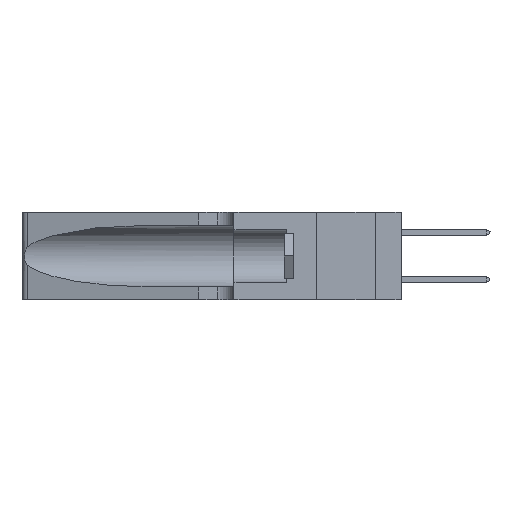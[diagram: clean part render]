
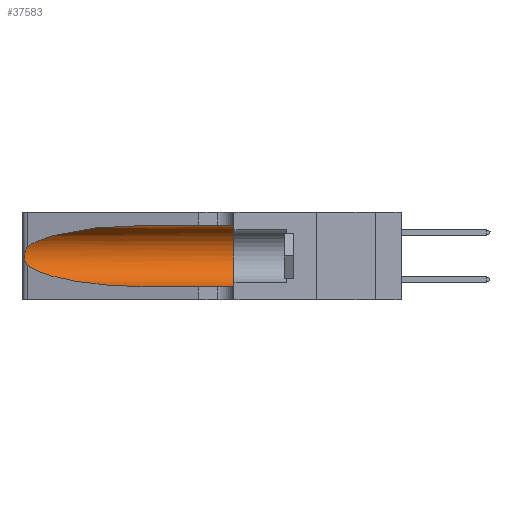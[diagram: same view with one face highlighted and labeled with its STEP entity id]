
A CAD part, left-side view. The second image highlights one B-rep face of the part: STEP entity #37583.
In plain terms, the highlighted cylindrical face has radius 3.308 mm (diameter 6.617 mm), a partial arc.
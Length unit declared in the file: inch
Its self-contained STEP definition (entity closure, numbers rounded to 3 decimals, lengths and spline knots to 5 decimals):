
#71 = VERTEX_POINT ( 'NONE', #13614 ) ;
#715 = VECTOR ( 'NONE', #16262, 39.37008 ) ;
#898 = CARTESIAN_POINT ( 'NONE',  ( 0.18966, 0.96281, 0.31525 ) ) ;
#1231 = AXIS2_PLACEMENT_3D ( 'NONE', #5882, #41977, #25846 ) ;
#1285 = CARTESIAN_POINT ( 'NONE',  ( 0.25639, 1.23186, 0.15144 ) ) ;
#1967 = CARTESIAN_POINT ( 'NONE',  ( 0.18966, 0.96281, 0.05475 ) ) ;
#2247 = ORIENTED_EDGE ( 'NONE', *, *, #28705, .T. ) ;
#2409 = DIRECTION ( 'NONE',  ( 0., 1., 0. ) ) ;
#3488 = FACE_OUTER_BOUND ( 'NONE', #3490, .T. ) ;
#3490 = EDGE_LOOP ( 'NONE', ( #2247, #9457, #39291, #7544, #24108, #34519 ) ) ;
#3553 = CARTESIAN_POINT ( 'NONE',  ( 0.25487, 1.22718, 0.14631 ) ) ;
#4356 = EDGE_CURVE ( 'NONE', #18134, #6450, #37781, .T. ) ;
#4623 = CARTESIAN_POINT ( 'NONE',  ( 0.25487, 1.22718, 0.14631 ) ) ;
#4762 =( BOUNDED_CURVE ( )  B_SPLINE_CURVE ( 3, ( #30491, #898, #14311, #37024 ),
 .UNSPECIFIED., .F., .T. ) 
 B_SPLINE_CURVE_WITH_KNOTS ( ( 4, 4 ),
 ( 1.5708, 2.84003 ),
 .UNSPECIFIED. ) 
 CURVE ( )  GEOMETRIC_REPRESENTATION_ITEM ( )  RATIONAL_B_SPLINE_CURVE ( ( 1., 0.87, 0.87, 1. ) ) 
 REPRESENTATION_ITEM ( '' )  );
#5491 = CARTESIAN_POINT ( 'NONE',  ( 0.1305, 0.72297, 0.05475 ) ) ;
#5882 = CARTESIAN_POINT ( 'NONE',  ( 0.1305, 1.61858, 0.185 ) ) ;
#6450 = VERTEX_POINT ( 'NONE', #5491 ) ;
#6489 = EDGE_CURVE ( 'NONE', #19370, #71, #14394, .T. ) ;
#7544 = ORIENTED_EDGE ( 'NONE', *, *, #32202, .T. ) ;
#7873 = CARTESIAN_POINT ( 'NONE',  ( 0.25639, 1.23184, 0.21858 ) ) ;
#9116 = VERTEX_POINT ( 'NONE', #13231 ) ;
#9457 = ORIENTED_EDGE ( 'NONE', *, *, #40968, .T. ) ;
#11087 = CARTESIAN_POINT ( 'NONE',  ( 0.25555, 1.22994, 0.2215 ) ) ;
#11231 = CARTESIAN_POINT ( 'NONE',  ( 0.25854, 1.2359, 0.20912 ) ) ;
#12751 = AXIS2_PLACEMENT_3D ( 'NONE', #22162, #2409, #25471 ) ;
#13004 = CARTESIAN_POINT ( 'NONE',  ( 0.1305, 1.61858, 0.05475 ) ) ;
#13231 = CARTESIAN_POINT ( 'NONE',  ( 0.1305, 0.72297, 0.31525 ) ) ;
#13614 = CARTESIAN_POINT ( 'NONE',  ( 0.1305, 0.35, 0.05475 ) ) ;
#14311 = CARTESIAN_POINT ( 'NONE',  ( 0.2373, 1.15595, 0.28018 ) ) ;
#14394 = CIRCLE ( 'NONE', #12751, 0.13025 ) ;
#14544 = CARTESIAN_POINT ( 'NONE',  ( 0.26075, 1.23896, 0.19203 ) ) ;
#16262 = DIRECTION ( 'NONE',  ( 0., -1., 0. ) ) ;
#17809 = CARTESIAN_POINT ( 'NONE',  ( 0.26017, 1.23833, 0.17102 ) ) ;
#18134 = VERTEX_POINT ( 'NONE', #3553 ) ;
#19370 = VERTEX_POINT ( 'NONE', #40003 ) ;
#21052 = CARTESIAN_POINT ( 'NONE',  ( 0.25789, 1.23486, 0.15765 ) ) ;
#21726 = CARTESIAN_POINT ( 'NONE',  ( 0.25487, 1.22718, 0.14631 ) ) ;
#21934 = EDGE_CURVE ( 'NONE', #9116, #19370, #25446, .T. ) ;
#22162 = CARTESIAN_POINT ( 'NONE',  ( 0.1305, 0.35, 0.185 ) ) ;
#23508 = VERTEX_POINT ( 'NONE', #23650 ) ;
#23650 = CARTESIAN_POINT ( 'NONE',  ( 0.25487, 1.22718, 0.22369 ) ) ;
#24108 = ORIENTED_EDGE ( 'NONE', *, *, #6489, .F. ) ;
#24355 = CARTESIAN_POINT ( 'NONE',  ( 0.25555, 1.22993, 0.14849 ) ) ;
#25033 = CARTESIAN_POINT ( 'NONE',  ( 0.1305, 0.72297, 0.05475 ) ) ;
#25446 = LINE ( 'NONE', #33395, #41661 ) ;
#25471 = DIRECTION ( 'NONE',  ( 0., 0., 1. ) ) ;
#25846 = DIRECTION ( 'NONE',  ( 0., 0., -1. ) ) ;
#28666 = CYLINDRICAL_SURFACE ( 'NONE', #1231, 0.13025 ) ;
#28705 = EDGE_CURVE ( 'NONE', #9116, #23508, #4762, .T. ) ;
#30491 = CARTESIAN_POINT ( 'NONE',  ( 0.1305, 0.72297, 0.31525 ) ) ;
#30718 = CARTESIAN_POINT ( 'NONE',  ( 0.25787, 1.23484, 0.2124 ) ) ;
#32086 = B_SPLINE_CURVE_WITH_KNOTS ( 'NONE', 3,
 ( #40398, #11087, #7873, #30718, #11231, #33964, #14544, #37263, #17809, #40517, #21052, #1285, #24355, #4623 ),
 .UNSPECIFIED., .F., .F.,
 ( 4, 2, 2, 2, 2, 2, 4 ),
 ( 0., 0.00027, 0.00053, 0.00107, 0.0016, 0.00187, 0.00214 ),
 .UNSPECIFIED. ) ;
#32202 = EDGE_CURVE ( 'NONE', #6450, #71, #35604, .T. ) ;
#33395 = CARTESIAN_POINT ( 'NONE',  ( 0.1305, 1.61858, 0.31525 ) ) ;
#33964 = CARTESIAN_POINT ( 'NONE',  ( 0.26018, 1.23835, 0.19895 ) ) ;
#34519 = ORIENTED_EDGE ( 'NONE', *, *, #21934, .F. ) ;
#35604 = LINE ( 'NONE', #13004, #715 ) ;
#36685 = DIRECTION ( 'NONE',  ( 0., -1., 0. ) ) ;
#37024 = CARTESIAN_POINT ( 'NONE',  ( 0.25487, 1.22718, 0.22369 ) ) ;
#37263 = CARTESIAN_POINT ( 'NONE',  ( 0.26075, 1.23896, 0.178 ) ) ;
#37583 = ADVANCED_FACE ( 'NONE', ( #3488 ), #28666, .F. ) ;
#37781 =( BOUNDED_CURVE ( )  B_SPLINE_CURVE ( 3, ( #21726, #41197, #1967, #25033 ),
 .UNSPECIFIED., .F., .F. ) 
 B_SPLINE_CURVE_WITH_KNOTS ( ( 4, 4 ),
 ( 3.44316, 4.71239 ),
 .UNSPECIFIED. ) 
 CURVE ( )  GEOMETRIC_REPRESENTATION_ITEM ( )  RATIONAL_B_SPLINE_CURVE ( ( 1., 0.87, 0.87, 1. ) ) 
 REPRESENTATION_ITEM ( '' )  );
#39291 = ORIENTED_EDGE ( 'NONE', *, *, #4356, .T. ) ;
#40003 = CARTESIAN_POINT ( 'NONE',  ( 0.1305, 0.35, 0.31525 ) ) ;
#40398 = CARTESIAN_POINT ( 'NONE',  ( 0.25487, 1.22718, 0.22369 ) ) ;
#40517 = CARTESIAN_POINT ( 'NONE',  ( 0.25856, 1.23593, 0.16098 ) ) ;
#40968 = EDGE_CURVE ( 'NONE', #23508, #18134, #32086, .T. ) ;
#41197 = CARTESIAN_POINT ( 'NONE',  ( 0.2373, 1.15595, 0.08982 ) ) ;
#41661 = VECTOR ( 'NONE', #36685, 39.37008 ) ;
#41977 = DIRECTION ( 'NONE',  ( 0., -1., 0. ) ) ;
